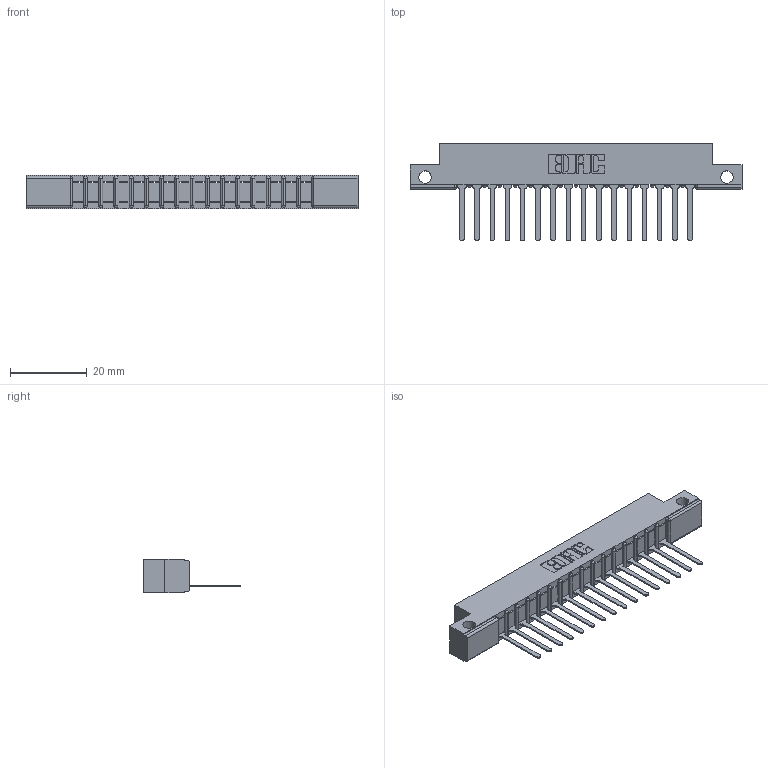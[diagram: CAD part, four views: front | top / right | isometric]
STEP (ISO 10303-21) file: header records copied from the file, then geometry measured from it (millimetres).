
FILE_DESCRIPTION (( 'STEP AP203' ), '1' );
FILE_NAME ('357-016-447-112.STEP', '2020-09-30T19:11:34', ( '' ), ( '' ), 'SwSTEP 2.0', 'SolidWorks 2020', '' );
FILE_SCHEMA (( 'CONFIG_CONTROL_DESIGN' ));
Length unit declared in the file: inch
Products named in the file (3): 357-016-447-112; 307-290-001_547; 307 Part_.128 Dia Side Mounting Holes
Assembly tree (17 placements, depth 2):
  357-016-447-112
    307 Part_.128 Dia Side Mounting Holes
    307-290-001_547  x16
Bounding box: 86.41 x 25.43 x 8.71 mm (x, y, z)
Volume: 5431.6 mm3; surface area: 8264.2 mm2
Topology: 17 solids, 17 shells, 1031 faces, 2915 edges, 1874 vertices
Faces by surface type: plane 662, cylinder 335, sphere 34
Entity records: 16892 total; most frequent: CARTESIAN_POINT 2836, ORIENTED_EDGE 2822, DIRECTION 2773, EDGE_CURVE 1411, VECTOR 1071, LINE 1071, VERTEX_POINT 914, AXIS2_PLACEMENT_3D 851
